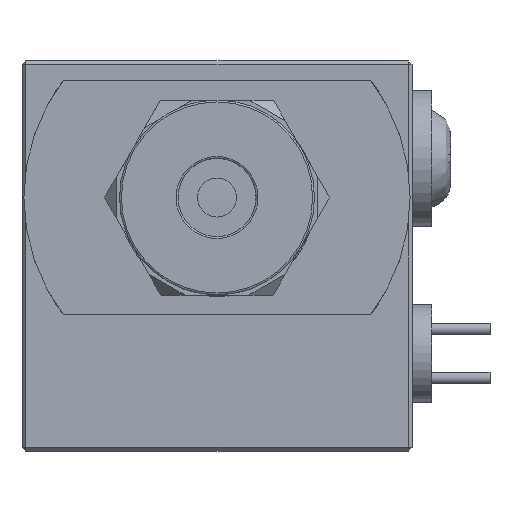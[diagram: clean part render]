
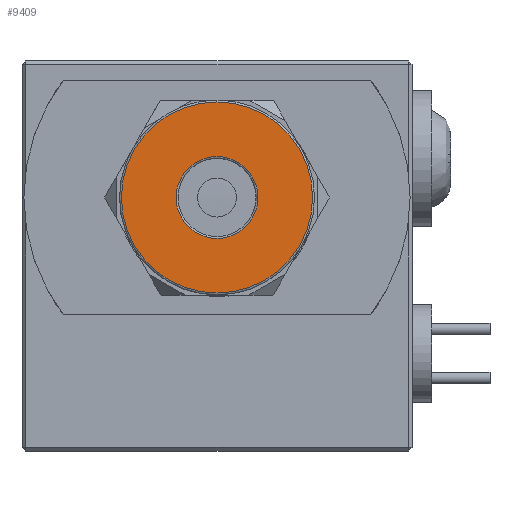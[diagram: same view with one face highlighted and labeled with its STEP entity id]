
A CAD part, front view. The second image highlights one B-rep face of the part: STEP entity #9409.
In plain terms, the highlighted planar face has unit normal (0, -1, 0).
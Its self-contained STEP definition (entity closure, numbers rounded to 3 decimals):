
#106=FACE_BOUND('',#1500,.T.);
#232=PLANE('',#10099);
#463=CIRCLE('',#10096,4.9);
#465=CIRCLE('',#10098,4.9);
#466=CIRCLE('',#10100,2.1);
#467=CIRCLE('',#10101,2.1);
#932=FACE_OUTER_BOUND('',#1499,.T.);
#1499=EDGE_LOOP('',(#8025,#8026));
#1500=EDGE_LOOP('',(#8027,#8028));
#4175=VERTEX_POINT('',#27591);
#4176=VERTEX_POINT('',#27592);
#4177=VERTEX_POINT('',#27597);
#4178=VERTEX_POINT('',#27598);
#5499=EDGE_CURVE('',#4175,#4176,#463,.T.);
#5501=EDGE_CURVE('',#4176,#4175,#465,.T.);
#5502=EDGE_CURVE('',#4177,#4178,#466,.T.);
#5503=EDGE_CURVE('',#4178,#4177,#467,.T.);
#8025=ORIENTED_EDGE('',*,*,#5499,.F.);
#8026=ORIENTED_EDGE('',*,*,#5501,.F.);
#8027=ORIENTED_EDGE('',*,*,#5502,.F.);
#8028=ORIENTED_EDGE('',*,*,#5503,.F.);
#9409=ADVANCED_FACE('',(#932,#106),#232,.T.);
#10096=AXIS2_PLACEMENT_3D('',#27593,#11799,#11800);
#10098=AXIS2_PLACEMENT_3D('',#27595,#11803,#11804);
#10099=AXIS2_PLACEMENT_3D('',#27596,#11805,#11806);
#10100=AXIS2_PLACEMENT_3D('',#27599,#11807,#11808);
#10101=AXIS2_PLACEMENT_3D('',#27600,#11809,#11810);
#11799=DIRECTION('center_axis',(0.,1.,0.));
#11800=DIRECTION('ref_axis',(1.,0.,0.));
#11803=DIRECTION('center_axis',(0.,1.,0.));
#11804=DIRECTION('ref_axis',(1.,0.,0.));
#11805=DIRECTION('center_axis',(0.,-1.,0.));
#11806=DIRECTION('ref_axis',(1.,0.,0.));
#11807=DIRECTION('center_axis',(0.,-1.,0.));
#11808=DIRECTION('ref_axis',(1.,0.,0.));
#11809=DIRECTION('center_axis',(0.,-1.,0.));
#11810=DIRECTION('ref_axis',(1.,0.,0.));
#27591=CARTESIAN_POINT('',(-4.9,-13.5,0.));
#27592=CARTESIAN_POINT('',(0.,-13.5,4.9));
#27593=CARTESIAN_POINT('Origin',(0.,-13.5,0.));
#27595=CARTESIAN_POINT('Origin',(0.,-13.5,0.));
#27596=CARTESIAN_POINT('Origin',(0.,-13.5,0.));
#27597=CARTESIAN_POINT('',(-2.1,-13.5,0.));
#27598=CARTESIAN_POINT('',(0.,-13.5,-2.1));
#27599=CARTESIAN_POINT('Origin',(0.,-13.5,0.));
#27600=CARTESIAN_POINT('Origin',(0.,-13.5,0.));
